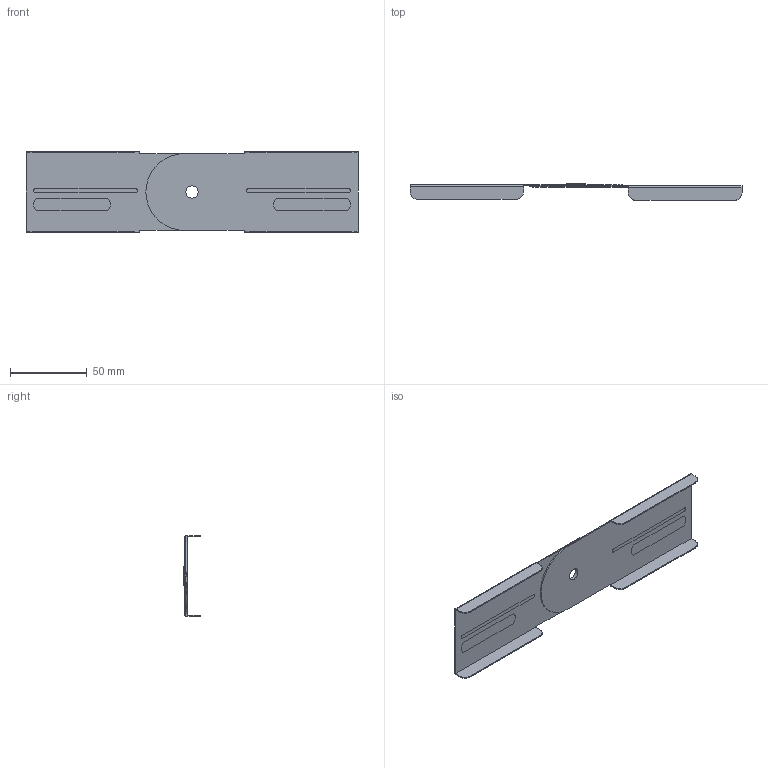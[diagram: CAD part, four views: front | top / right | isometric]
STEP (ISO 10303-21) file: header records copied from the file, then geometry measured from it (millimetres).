
FILE_DESCRIPTION(/* description */ (''),/* implementation_level */ '2;1');
FILE_NAME(/* name */ '485225.stp',/* time_stamp */ '2023-12-19T13:47:19+01:00',/* author */ ('bonnaudn'),/* organization */ (''),/* preprocessor_version */ 'ST-DEVELOPER v19.2',/* originating_system */ 'AutoCAD Mechanical',/* authorisation */ '');
FILE_SCHEMA (('AUTOMOTIVE_DESIGN { 1 0 10303 214 3 1 1 }'));
Length unit declared in the file: millimetre
Products named in the file (1): Product
Bounding box: 216 x 11 x 52.5 mm (x, y, z)
Volume: 11997.8 mm3; surface area: 34986.7 mm2
Topology: 2 solids, 17 shells, 62 faces, 210 edges, 169 vertices
Faces by surface type: plane 43, cylinder 18, torus 1
Full cylindrical faces by diameter (mm): 8 x1, 9.5 x1, 10.5 x1, 12 x1
Entity records: 2400 total; most frequent: CARTESIAN_POINT 442, DIRECTION 410, ORIENTED_EDGE 329, EDGE_CURVE 210, VERTEX_POINT 169, AXIS2_PLACEMENT_3D 137, LINE 136, VECTOR 136
